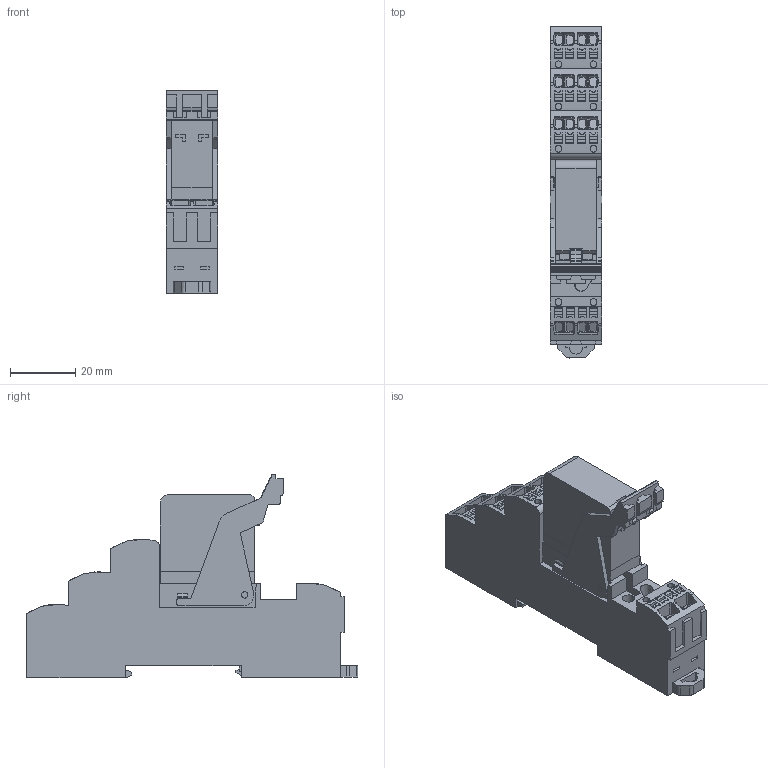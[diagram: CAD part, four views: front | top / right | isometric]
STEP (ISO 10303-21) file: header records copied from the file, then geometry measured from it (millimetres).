
FILE_DESCRIPTION(('CATIA V5R24 STEP','CAx-IF Rec.Pracs.--- Model Styling and Organization---1.2---2011-12-15'),'2;1');
FILE_NAME ('D1342699_1', '2018-09-26T12:49:49+00:00', ('Weidmueller Interface'), ('Weidmueller'), 'CATIA Version 5-6 Release 2014 SP4', 'CATIA V5 STEP AP214', 'none');
FILE_SCHEMA(('AUTOMOTIVE_DESIGN { 1 0 10303 214 1 1 1 1 }'));
Length unit declared in the file: millimetre
Products named in the file (1): 2576240000
Bounding box: 15.85 x 102.05 x 62.71 mm (x, y, z)
Volume: 52758.5 mm3; surface area: 23594.8 mm2
Topology: 29 solids, 29 shells, 1262 faces, 3804 edges, 2647 vertices
Faces by surface type: plane 1009, cylinder 219, extrusion 34
Entity records: 46077 total; most frequent: CARTESIAN_POINT 11880, ORIENTED_EDGE 7608, DIRECTION 5486, EDGE_CURVE 3804, VECTOR 2930, LINE 2896, VERTEX_POINT 2647, AXIS2_PLACEMENT_3D 1479
